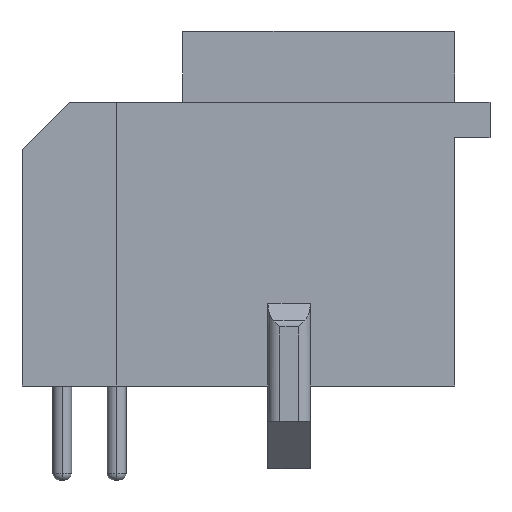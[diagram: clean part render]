
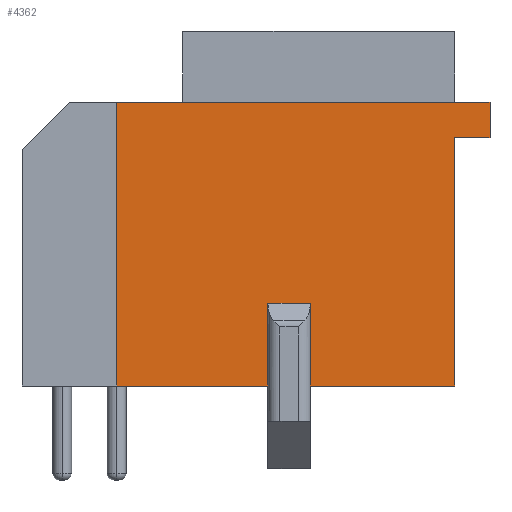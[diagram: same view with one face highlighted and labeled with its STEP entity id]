
A CAD part, left-side view. The second image highlights one B-rep face of the part: STEP entity #4362.
In plain terms, the highlighted planar face has unit normal (-1, 0, 0).
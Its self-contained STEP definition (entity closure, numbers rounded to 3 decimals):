
#49 = CARTESIAN_POINT ( 'NONE',  ( -6.45, 5.15, 0. ) ) ;
#50 = DIRECTION ( 'NONE',  ( 0., -1., 0. ) ) ;
#51 = VECTOR ( 'NONE', #50, 1000. ) ;
#52 = CARTESIAN_POINT ( 'NONE',  ( -6.45, 9.15, 0. ) ) ;
#53 = LINE ( 'NONE', #52, #51 ) ;
#54 = CARTESIAN_POINT ( 'NONE',  ( -6.45, -1.25, 0. ) ) ;
#742 = CARTESIAN_POINT ( 'NONE',  ( -6.45, 5.15, 12. ) ) ;
#766 = DIRECTION ( 'NONE',  ( 0., 0., -1. ) ) ;
#767 = VECTOR ( 'NONE', #766, 1000. ) ;
#768 = CARTESIAN_POINT ( 'NONE',  ( -6.45, -3.05, 3.5 ) ) ;
#769 = LINE ( 'NONE', #768, #767 ) ;
#770 = DIRECTION ( 'NONE',  ( 0., 0., 1. ) ) ;
#771 = VECTOR ( 'NONE', #770, 1000. ) ;
#772 = CARTESIAN_POINT ( 'NONE',  ( -6.45, -1.25, 0. ) ) ;
#773 = DIRECTION ( 'NONE',  ( 0., 1., 0. ) ) ;
#774 = DIRECTION ( 'NONE',  ( 1., 0., 0. ) ) ;
#775 = CARTESIAN_POINT ( 'NONE',  ( -6.45, 9.15, 12. ) ) ;
#776 = AXIS2_PLACEMENT_3D ( 'NONE', #775, #774, #773 ) ;
#777 = LINE ( 'NONE', #772, #771 ) ;
#778 = PLANE ( 'NONE',  #776 ) ;
#794 = FACE_OUTER_BOUND ( 'NONE', #4363, .T. ) ;
#872 = CARTESIAN_POINT ( 'NONE',  ( -6.45, -10.65, 12. ) ) ;
#873 = DIRECTION ( 'NONE',  ( 0., -1., 0. ) ) ;
#874 = VECTOR ( 'NONE', #873, 1000. ) ;
#875 = CARTESIAN_POINT ( 'NONE',  ( -6.45, 9.15, 12. ) ) ;
#876 = LINE ( 'NONE', #875, #874 ) ;
#1076 = CARTESIAN_POINT ( 'NONE',  ( -6.45, -9.15, 10.5 ) ) ;
#1187 = DIRECTION ( 'NONE',  ( 0., 0., -1. ) ) ;
#1188 = VECTOR ( 'NONE', #1187, 1000. ) ;
#1189 = CARTESIAN_POINT ( 'NONE',  ( -6.45, -9.15, 12. ) ) ;
#1194 = LINE ( 'NONE', #1189, #1188 ) ;
#1562 = LINE ( 'NONE', #1644, #1643 ) ;
#1640 = CARTESIAN_POINT ( 'NONE',  ( -6.45, -3.05, 3.5 ) ) ;
#1641 = CARTESIAN_POINT ( 'NONE',  ( -6.45, -1.25, 3.5 ) ) ;
#1642 = DIRECTION ( 'NONE',  ( 0., -1., 0. ) ) ;
#1643 = VECTOR ( 'NONE', #1642, 1000. ) ;
#1644 = CARTESIAN_POINT ( 'NONE',  ( -6.45, -3.05, 3.5 ) ) ;
#2056 = DIRECTION ( 'NONE',  ( 0., 1., 0. ) ) ;
#2057 = VECTOR ( 'NONE', #2056, 1000. ) ;
#2058 = CARTESIAN_POINT ( 'NONE',  ( -6.45, -10.65, 10.5 ) ) ;
#2059 = LINE ( 'NONE', #2058, #2057 ) ;
#2061 = CARTESIAN_POINT ( 'NONE',  ( -6.45, -10.65, 10.5 ) ) ;
#2063 = CARTESIAN_POINT ( 'NONE',  ( -6.45, 5.15, 12. ) ) ;
#2064 = LINE ( 'NONE', #2063, #2116 ) ;
#2106 = DIRECTION ( 'NONE',  ( 0., 0., -1. ) ) ;
#2107 = VECTOR ( 'NONE', #2106, 1000. ) ;
#2108 = CARTESIAN_POINT ( 'NONE',  ( -6.45, -10.65, 12. ) ) ;
#2109 = LINE ( 'NONE', #2108, #2107 ) ;
#2115 = DIRECTION ( 'NONE',  ( 0., 0., -1. ) ) ;
#2116 = VECTOR ( 'NONE', #2115, 1000. ) ;
#4022 = VERTEX_POINT ( 'NONE', #9514 ) ;
#4024 = EDGE_CURVE ( 'NONE', #4025, #4022, #9513, .T. ) ;
#4025 = VERTEX_POINT ( 'NONE', #9509 ) ;
#4121 = VERTEX_POINT ( 'NONE', #54 ) ;
#4123 = EDGE_CURVE ( 'NONE', #4124, #4121, #53, .T. ) ;
#4124 = VERTEX_POINT ( 'NONE', #49 ) ;
#4362 = ADVANCED_FACE ( 'NONE', ( #794 ), #778, .F. ) ;
#4363 = EDGE_LOOP ( 'NONE', ( #4364, #4365, #4367, #4368, #4773, #4766, #4757, #4779, #4913, #4909 ) ) ;
#4364 = ORIENTED_EDGE ( 'NONE', *, *, #4123, .T. ) ;
#4365 = ORIENTED_EDGE ( 'NONE', *, *, #4366, .T. ) ;
#4366 = EDGE_CURVE ( 'NONE', #4121, #4652, #777, .T. ) ;
#4367 = ORIENTED_EDGE ( 'NONE', *, *, #4651, .T. ) ;
#4368 = ORIENTED_EDGE ( 'NONE', *, *, #4369, .T. ) ;
#4369 = EDGE_CURVE ( 'NONE', #4653, #4025, #769, .T. ) ;
#4385 = VERTEX_POINT ( 'NONE', #742 ) ;
#4414 = EDGE_CURVE ( 'NONE', #4385, #4415, #876, .T. ) ;
#4415 = VERTEX_POINT ( 'NONE', #872 ) ;
#4425 = VERTEX_POINT ( 'NONE', #1076 ) ;
#4441 = EDGE_CURVE ( 'NONE', #4425, #4022, #1194, .T. ) ;
#4651 = EDGE_CURVE ( 'NONE', #4652, #4653, #1562, .T. ) ;
#4652 = VERTEX_POINT ( 'NONE', #1641 ) ;
#4653 = VERTEX_POINT ( 'NONE', #1640 ) ;
#4757 = ORIENTED_EDGE ( 'NONE', *, *, #4762, .F. ) ;
#4761 = VERTEX_POINT ( 'NONE', #2061 ) ;
#4762 = EDGE_CURVE ( 'NONE', #4761, #4425, #2059, .T. ) ;
#4766 = ORIENTED_EDGE ( 'NONE', *, *, #4441, .F. ) ;
#4772 = EDGE_CURVE ( 'NONE', #4385, #4124, #2064, .T. ) ;
#4773 = ORIENTED_EDGE ( 'NONE', *, *, #4024, .T. ) ;
#4778 = EDGE_CURVE ( 'NONE', #4415, #4761, #2109, .T. ) ;
#4779 = ORIENTED_EDGE ( 'NONE', *, *, #4778, .F. ) ;
#4909 = ORIENTED_EDGE ( 'NONE', *, *, #4772, .T. ) ;
#4913 = ORIENTED_EDGE ( 'NONE', *, *, #4414, .F. ) ;
#9509 = CARTESIAN_POINT ( 'NONE',  ( -6.45, -3.05, 0. ) ) ;
#9510 = DIRECTION ( 'NONE',  ( 0., -1., 0. ) ) ;
#9511 = VECTOR ( 'NONE', #9510, 1000. ) ;
#9512 = CARTESIAN_POINT ( 'NONE',  ( -6.45, 9.15, 0. ) ) ;
#9513 = LINE ( 'NONE', #9512, #9511 ) ;
#9514 = CARTESIAN_POINT ( 'NONE',  ( -6.45, -9.15, 0. ) ) ;
